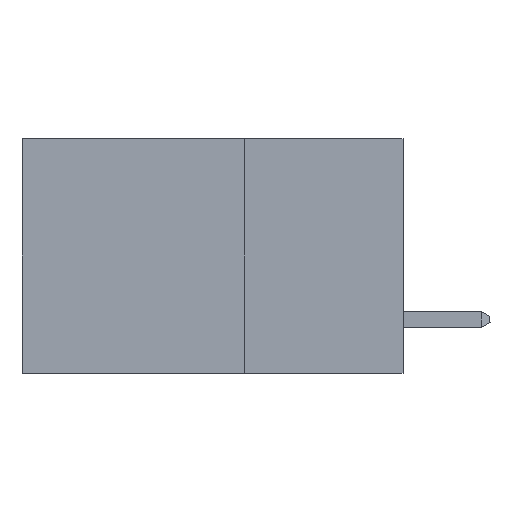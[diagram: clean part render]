
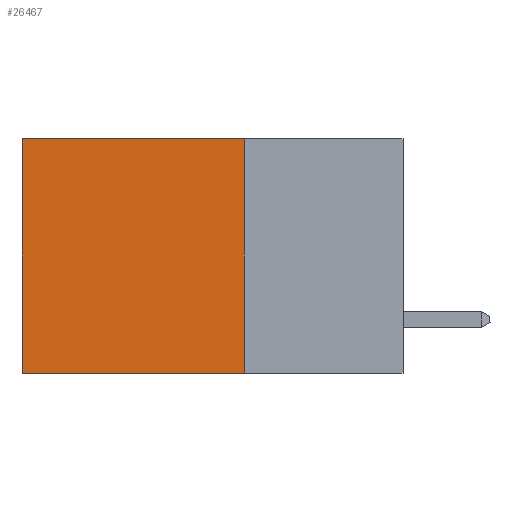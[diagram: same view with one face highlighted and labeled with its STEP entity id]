
A CAD part, left-side view. The second image highlights one B-rep face of the part: STEP entity #26467.
In plain terms, the highlighted planar face has unit normal (-1, 0, 0).
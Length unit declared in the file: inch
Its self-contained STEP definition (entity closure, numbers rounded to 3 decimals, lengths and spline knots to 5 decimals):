
#1007 = VERTEX_POINT ( 'NONE', #12467 ) ;
#1061 = VECTOR ( 'NONE', #30471, 39.37008 ) ;
#1242 = CARTESIAN_POINT ( 'NONE',  ( 0.2875, 0.6, 0. ) ) ;
#4577 = LINE ( 'NONE', #1242, #7013 ) ;
#4788 = ORIENTED_EDGE ( 'NONE', *, *, #23027, .F. ) ;
#6339 = CARTESIAN_POINT ( 'NONE',  ( 0.2875, 0.25, -0.37 ) ) ;
#7013 = VECTOR ( 'NONE', #28600, 39.37008 ) ;
#8069 = VERTEX_POINT ( 'NONE', #31842 ) ;
#10054 = VERTEX_POINT ( 'NONE', #45043 ) ;
#10542 = EDGE_LOOP ( 'NONE', ( #30821, #30773, #4788, #22055 ) ) ;
#11343 = CARTESIAN_POINT ( 'NONE',  ( 0.2875, 0.25, 0. ) ) ;
#12467 = CARTESIAN_POINT ( 'NONE',  ( 0.2875, 0.25, -0.37 ) ) ;
#14466 = DIRECTION ( 'NONE',  ( 1., 0., 0. ) ) ;
#16462 = CARTESIAN_POINT ( 'NONE',  ( 0.2875, 0.25, 0. ) ) ;
#18348 = CARTESIAN_POINT ( 'NONE',  ( 0.2875, 0.25, 0. ) ) ;
#18460 = AXIS2_PLACEMENT_3D ( 'NONE', #18348, #14466, #45718 ) ;
#21524 = DIRECTION ( 'NONE',  ( 0., 1., 0. ) ) ;
#22055 = ORIENTED_EDGE ( 'NONE', *, *, #43135, .T. ) ;
#23027 = EDGE_CURVE ( 'NONE', #35028, #1007, #40337, .T. ) ;
#25646 = LINE ( 'NONE', #6339, #40902 ) ;
#26090 = PLANE ( 'NONE',  #18460 ) ;
#26467 = ADVANCED_FACE ( 'NONE', ( #37583 ), #26090, .F. ) ;
#26831 = EDGE_CURVE ( 'NONE', #10054, #8069, #4577, .T. ) ;
#28600 = DIRECTION ( 'NONE',  ( 0., 0., -1. ) ) ;
#30471 = DIRECTION ( 'NONE',  ( 0., 1., 0. ) ) ;
#30773 = ORIENTED_EDGE ( 'NONE', *, *, #46982, .F. ) ;
#30821 = ORIENTED_EDGE ( 'NONE', *, *, #26831, .T. ) ;
#31842 = CARTESIAN_POINT ( 'NONE',  ( 0.2875, 0.6, -0.37 ) ) ;
#35028 = VERTEX_POINT ( 'NONE', #46416 ) ;
#36061 = DIRECTION ( 'NONE',  ( 0., 0., -1. ) ) ;
#37583 = FACE_OUTER_BOUND ( 'NONE', #10542, .T. ) ;
#39742 = VECTOR ( 'NONE', #36061, 39.37008 ) ;
#40152 = LINE ( 'NONE', #11343, #1061 ) ;
#40337 = LINE ( 'NONE', #16462, #39742 ) ;
#40902 = VECTOR ( 'NONE', #21524, 39.37008 ) ;
#43135 = EDGE_CURVE ( 'NONE', #35028, #10054, #40152, .T. ) ;
#45043 = CARTESIAN_POINT ( 'NONE',  ( 0.2875, 0.6, 0. ) ) ;
#45718 = DIRECTION ( 'NONE',  ( 0., 0., -1. ) ) ;
#46416 = CARTESIAN_POINT ( 'NONE',  ( 0.2875, 0.25, 0. ) ) ;
#46982 = EDGE_CURVE ( 'NONE', #1007, #8069, #25646, .T. ) ;
